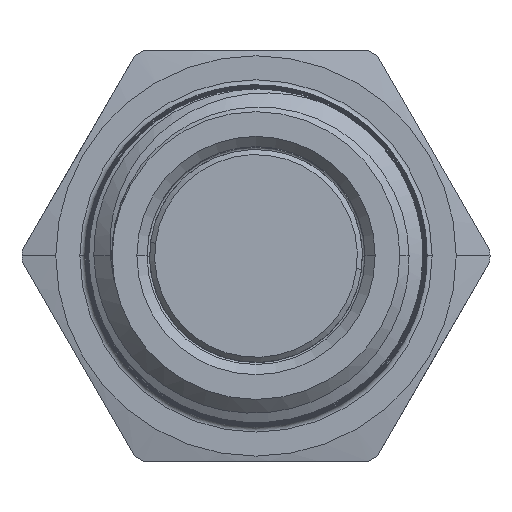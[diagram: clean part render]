
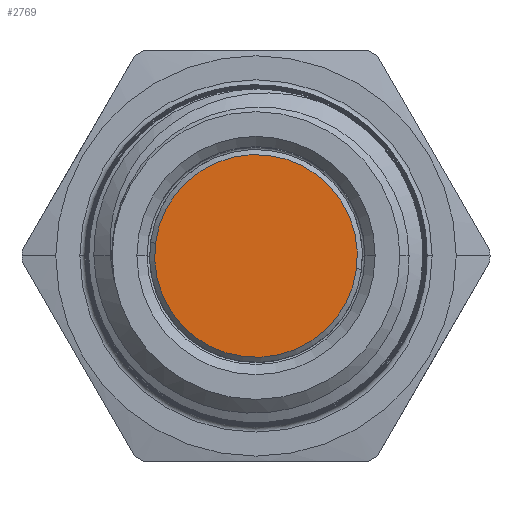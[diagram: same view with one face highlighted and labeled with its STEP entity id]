
A CAD part, top view. The second image highlights one B-rep face of the part: STEP entity #2769.
In plain terms, the highlighted planar face has unit normal (0, 0, 1).
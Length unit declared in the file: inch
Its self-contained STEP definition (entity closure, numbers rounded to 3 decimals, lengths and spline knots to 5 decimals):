
#141 = EDGE_CURVE ( 'NONE', #4262, #2455, #5454, .T. ) ;
#205 = EDGE_CURVE ( 'NONE', #2455, #4262, #3213, .T. ) ;
#328 = EDGE_LOOP ( 'NONE', ( #4971, #4972 ) ) ;
#2147 = CARTESIAN_POINT ( 'NONE',  ( -0.2, 0., 0.19685 ) ) ;
#2299 = CARTESIAN_POINT ( 'NONE',  ( 0., 0., 0.19685 ) ) ;
#2301 = PLANE ( 'NONE',  #3950 ) ;
#2303 = DIRECTION ( 'NONE',  ( 0., 0., 1. ) ) ;
#2304 = DIRECTION ( 'NONE',  ( 1., 0., 0. ) ) ;
#2336 = CARTESIAN_POINT ( 'NONE',  ( 0.2, 0., 0.19685 ) ) ;
#2455 = VERTEX_POINT ( 'NONE', #2147 ) ;
#2687 = FACE_OUTER_BOUND ( 'NONE', #328, .T. ) ;
#2769 = ADVANCED_FACE ( 'NONE', ( #2687 ), #2301, .T. ) ;
#3213 = CIRCLE ( 'NONE', #5574, 0.2 ) ;
#3332 = CARTESIAN_POINT ( 'NONE',  ( 0., 0., 0.19685 ) ) ;
#3333 = DIRECTION ( 'NONE',  ( 0., 0., 1. ) ) ;
#3334 = DIRECTION ( 'NONE',  ( 1., 0., 0. ) ) ;
#3908 = CARTESIAN_POINT ( 'NONE',  ( 0., 0., 0.19685 ) ) ;
#3909 = DIRECTION ( 'NONE',  ( 0., 0., 1. ) ) ;
#3910 = DIRECTION ( 'NONE',  ( 1., 0., 0. ) ) ;
#3950 = AXIS2_PLACEMENT_3D ( 'NONE', #2299, #2303, #2304 ) ;
#4262 = VERTEX_POINT ( 'NONE', #2336 ) ;
#4971 = ORIENTED_EDGE ( 'NONE', *, *, #205, .T. ) ;
#4972 = ORIENTED_EDGE ( 'NONE', *, *, #141, .T. ) ;
#5454 = CIRCLE ( 'NONE', #5539, 0.2 ) ;
#5539 = AXIS2_PLACEMENT_3D ( 'NONE', #3332, #3333, #3334 ) ;
#5574 = AXIS2_PLACEMENT_3D ( 'NONE', #3908, #3909, #3910 ) ;
